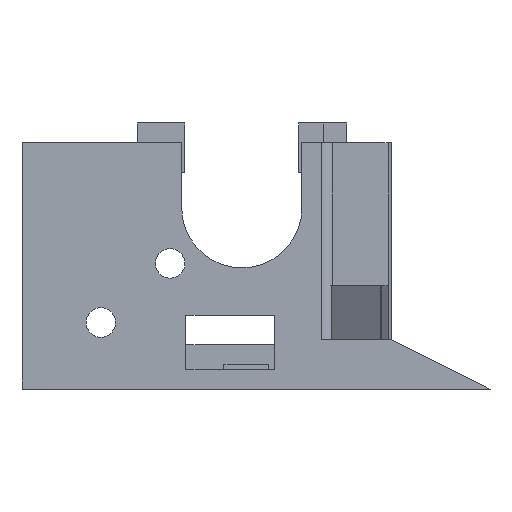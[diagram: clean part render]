
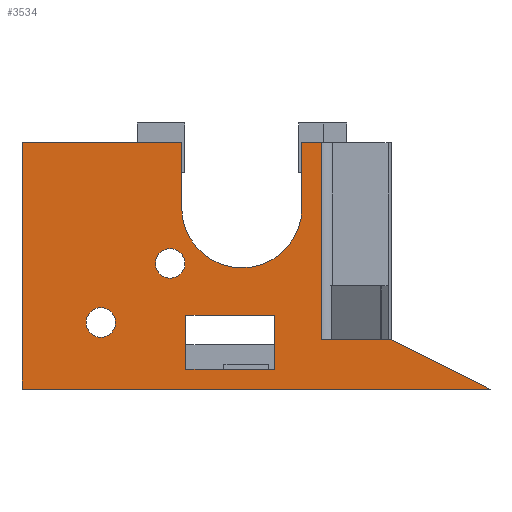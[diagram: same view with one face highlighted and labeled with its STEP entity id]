
A CAD part, left-side view. The second image highlights one B-rep face of the part: STEP entity #3534.
In plain terms, the highlighted planar face has unit normal (-1, 0, 0).
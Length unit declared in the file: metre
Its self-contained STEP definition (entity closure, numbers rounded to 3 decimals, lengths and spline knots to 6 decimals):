
#82=CIRCLE('',#3739,0.0122);
#83=CIRCLE('',#3740,0.003);
#84=CIRCLE('',#3741,0.003);
#296=ORIENTED_EDGE('',*,*,#1315,.F.);
#297=ORIENTED_EDGE('',*,*,#1316,.T.);
#298=ORIENTED_EDGE('',*,*,#1317,.F.);
#299=ORIENTED_EDGE('',*,*,#1318,.F.);
#300=ORIENTED_EDGE('',*,*,#1319,.T.);
#301=ORIENTED_EDGE('',*,*,#1320,.T.);
#302=ORIENTED_EDGE('',*,*,#1321,.F.);
#303=ORIENTED_EDGE('',*,*,#1322,.T.);
#304=ORIENTED_EDGE('',*,*,#1216,.T.);
#305=ORIENTED_EDGE('',*,*,#1323,.F.);
#306=ORIENTED_EDGE('',*,*,#1324,.T.);
#307=ORIENTED_EDGE('',*,*,#1325,.T.);
#308=ORIENTED_EDGE('',*,*,#1326,.T.);
#309=ORIENTED_EDGE('',*,*,#1327,.T.);
#310=ORIENTED_EDGE('',*,*,#1328,.F.);
#311=ORIENTED_EDGE('',*,*,#1329,.F.);
#1216=EDGE_CURVE('',#1735,#1734,#2080,.T.);
#1315=EDGE_CURVE('',#1820,#1821,#2174,.T.);
#1316=EDGE_CURVE('',#1820,#1822,#2175,.T.);
#1317=EDGE_CURVE('',#1823,#1822,#2176,.T.);
#1318=EDGE_CURVE('',#1824,#1823,#2177,.T.);
#1319=EDGE_CURVE('',#1824,#1825,#82,.T.);
#1320=EDGE_CURVE('',#1825,#1826,#2178,.T.);
#1321=EDGE_CURVE('',#1827,#1826,#2179,.T.);
#1322=EDGE_CURVE('',#1827,#1735,#2180,.T.);
#1323=EDGE_CURVE('',#1821,#1734,#2181,.T.);
#1324=EDGE_CURVE('',#1828,#1828,#83,.T.);
#1325=EDGE_CURVE('',#1829,#1829,#84,.T.);
#1326=EDGE_CURVE('',#1830,#1831,#2182,.T.);
#1327=EDGE_CURVE('',#1831,#1832,#2183,.T.);
#1328=EDGE_CURVE('',#1833,#1832,#2184,.T.);
#1329=EDGE_CURVE('',#1830,#1833,#2185,.T.);
#1734=VERTEX_POINT('',#4997);
#1735=VERTEX_POINT('',#4999);
#1820=VERTEX_POINT('',#5195);
#1821=VERTEX_POINT('',#5196);
#1822=VERTEX_POINT('',#5198);
#1823=VERTEX_POINT('',#5200);
#1824=VERTEX_POINT('',#5202);
#1825=VERTEX_POINT('',#5204);
#1826=VERTEX_POINT('',#5206);
#1827=VERTEX_POINT('',#5208);
#1828=VERTEX_POINT('',#5212);
#1829=VERTEX_POINT('',#5214);
#1830=VERTEX_POINT('',#5216);
#1831=VERTEX_POINT('',#5217);
#1832=VERTEX_POINT('',#5219);
#1833=VERTEX_POINT('',#5221);
#2080=LINE('',#4998,#2486);
#2174=LINE('',#5194,#2580);
#2175=LINE('',#5197,#2581);
#2176=LINE('',#5199,#2582);
#2177=LINE('',#5201,#2583);
#2178=LINE('',#5205,#2584);
#2179=LINE('',#5207,#2585);
#2180=LINE('',#5209,#2586);
#2181=LINE('',#5210,#2587);
#2182=LINE('',#5215,#2588);
#2183=LINE('',#5218,#2589);
#2184=LINE('',#5220,#2590);
#2185=LINE('',#5222,#2591);
#2486=VECTOR('',#4016,1.);
#2580=VECTOR('',#4144,1.);
#2581=VECTOR('',#4145,1.);
#2582=VECTOR('',#4146,1.);
#2583=VECTOR('',#4147,1.);
#2584=VECTOR('',#4150,1.);
#2585=VECTOR('',#4151,1.);
#2586=VECTOR('',#4152,1.);
#2587=VECTOR('',#4153,1.);
#2588=VECTOR('',#4158,1.);
#2589=VECTOR('',#4159,1.);
#2590=VECTOR('',#4160,1.);
#2591=VECTOR('',#4161,1.);
#2904=EDGE_LOOP('',(#296,#297,#298,#299,#300,#301,#302,#303,#304,#305));
#2905=EDGE_LOOP('',(#306));
#2906=EDGE_LOOP('',(#307));
#2907=EDGE_LOOP('',(#308,#309,#310,#311));
#3154=FACE_BOUND('',#2904,.T.);
#3155=FACE_BOUND('',#2905,.T.);
#3156=FACE_BOUND('',#2906,.T.);
#3157=FACE_BOUND('',#2907,.T.);
#3397=PLANE('',#3738);
#3534=ADVANCED_FACE('',(#3154,#3155,#3156,#3157),#3397,.F.);
#3738=AXIS2_PLACEMENT_3D('',#5193,#4142,#4143);
#3739=AXIS2_PLACEMENT_3D('',#5203,#4148,#4149);
#3740=AXIS2_PLACEMENT_3D('',#5211,#4154,#4155);
#3741=AXIS2_PLACEMENT_3D('',#5213,#4156,#4157);
#4016=DIRECTION('',(0.,-1.,0.));
#4142=DIRECTION('',(1.,0.,0.));
#4143=DIRECTION('',(0.,0.,-1.));
#4144=DIRECTION('',(0.,-1.,0.));
#4145=DIRECTION('',(0.,0.,1.));
#4146=DIRECTION('',(0.,-1.,0.));
#4147=DIRECTION('',(0.,0.,1.));
#4148=DIRECTION('',(1.,0.,0.));
#4149=DIRECTION('',(0.,0.,-1.));
#4150=DIRECTION('',(0.,0.,1.));
#4151=DIRECTION('',(0.,-1.,0.));
#4152=DIRECTION('',(0.,0.,-1.));
#4153=DIRECTION('',(0.,-0.894,-0.447));
#4154=DIRECTION('',(1.,0.,0.));
#4155=DIRECTION('',(0.,0.,-1.));
#4156=DIRECTION('',(1.,0.,0.));
#4157=DIRECTION('',(0.,0.,-1.));
#4158=DIRECTION('',(0.,1.,0.));
#4159=DIRECTION('',(0.,0.,1.));
#4160=DIRECTION('',(0.,1.,0.));
#4161=DIRECTION('',(0.,0.,1.));
#4997=CARTESIAN_POINT('',(-0.048,-0.045,0.));
#4998=CARTESIAN_POINT('',(-0.048,0.,0.));
#4999=CARTESIAN_POINT('',(-0.048,0.05,0.));
#5193=CARTESIAN_POINT('',(-0.048,0.,0.05));
#5194=CARTESIAN_POINT('',(-0.048,0.,0.01));
#5195=CARTESIAN_POINT('',(-0.048,-0.010771,0.01));
#5196=CARTESIAN_POINT('',(-0.048,-0.025,0.01));
#5197=CARTESIAN_POINT('',(-0.048,-0.010771,0.05));
#5198=CARTESIAN_POINT('',(-0.048,-0.010771,0.05));
#5199=CARTESIAN_POINT('',(-0.048,0.,0.05));
#5200=CARTESIAN_POINT('',(-0.048,-0.00682,0.05));
#5201=CARTESIAN_POINT('',(-0.048,-0.00682,0.05));
#5202=CARTESIAN_POINT('',(-0.048,-0.00682,0.0368));
#5203=CARTESIAN_POINT('',(-0.048,0.00538,0.0368));
#5204=CARTESIAN_POINT('',(-0.048,0.01758,0.0368));
#5205=CARTESIAN_POINT('',(-0.048,0.01758,0.05));
#5206=CARTESIAN_POINT('',(-0.048,0.01758,0.05));
#5207=CARTESIAN_POINT('',(-0.048,0.,0.05));
#5208=CARTESIAN_POINT('',(-0.048,0.05,0.05));
#5209=CARTESIAN_POINT('',(-0.048,0.05,0.05));
#5210=CARTESIAN_POINT('',(-0.048,-0.035,0.005));
#5211=CARTESIAN_POINT('',(-0.048,0.01992,0.0255));
#5212=CARTESIAN_POINT('',(-0.048,0.01992,0.0225));
#5213=CARTESIAN_POINT('',(-0.048,0.034,0.0135));
#5214=CARTESIAN_POINT('',(-0.048,0.034,0.0105));
#5215=CARTESIAN_POINT('',(-0.048,0.007722,0.004));
#5216=CARTESIAN_POINT('',(-0.048,-0.001278,0.004));
#5217=CARTESIAN_POINT('',(-0.048,0.016722,0.004));
#5218=CARTESIAN_POINT('',(-0.048,0.016722,0.0095));
#5219=CARTESIAN_POINT('',(-0.048,0.016722,0.015));
#5220=CARTESIAN_POINT('',(-0.048,0.007722,0.015));
#5221=CARTESIAN_POINT('',(-0.048,-0.001278,0.015));
#5222=CARTESIAN_POINT('',(-0.048,-0.001278,0.0095));
